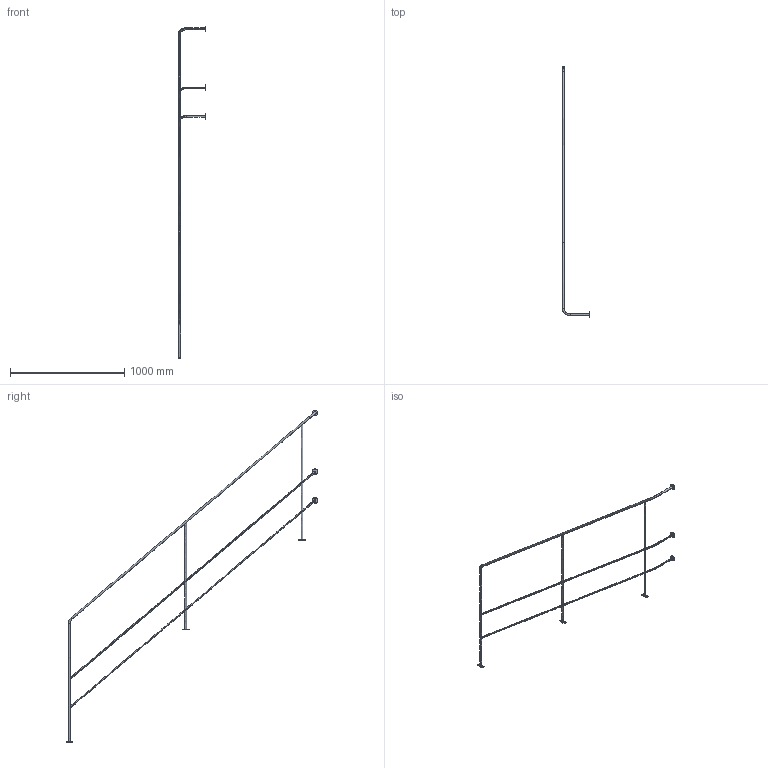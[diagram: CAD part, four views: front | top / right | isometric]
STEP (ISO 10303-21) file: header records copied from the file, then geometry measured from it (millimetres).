
FILE_DESCRIPTION(('CATIA V5 STEP Exchange'),'2;1');
FILE_NAME('R1.stp','2023-06-01T12:19:41+00:00',('none'),('none'),'CATIA Version 5 Release 19 SP 7 (IN-10)','CATIA V5 STEP AP203','none');
FILE_SCHEMA(('CONFIG_CONTROL_DESIGN'));
Length unit declared in the file: millimetre
Products named in the file (1): Escaliers C_1
Bounding box: 242.5 x 2199.26 x 2900 mm (x, y, z)
Volume: 2026276.3 mm3; surface area: 671913.5 mm2
Topology: 1 solids, 2 shells, 106 faces, 280 edges, 176 vertices
Faces by surface type: bspline 40, plane 36, cylinder 30
Entity records: 5257 total; most frequent: CARTESIAN_POINT 3166, ORIENTED_EDGE 556, EDGE_CURVE 274, DIRECTION 224, VERTEX_POINT 172, EDGE_LOOP 138, ADVANCED_FACE 106, FACE_OUTER_BOUND 106
